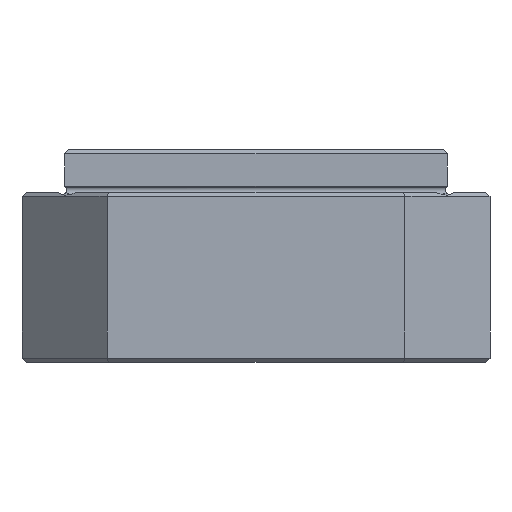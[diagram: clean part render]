
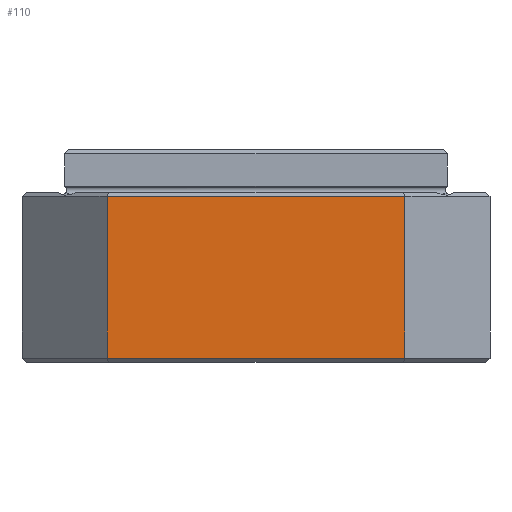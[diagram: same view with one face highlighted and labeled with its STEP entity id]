
A CAD part, front view. The second image highlights one B-rep face of the part: STEP entity #110.
In plain terms, the highlighted planar face has unit normal (0, -1, 0).
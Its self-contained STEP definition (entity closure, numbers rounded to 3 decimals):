
#110 = ADVANCED_FACE( '', ( #234 ), #235, .T. );
#234 = FACE_OUTER_BOUND( '', #414, .T. );
#235 = PLANE( '', #415 );
#414 = EDGE_LOOP( '', ( #772, #773, #774, #775 ) );
#415 = AXIS2_PLACEMENT_3D( '', #776, #777, #778 );
#772 = ORIENTED_EDGE( '', *, *, #1181, .T. );
#773 = ORIENTED_EDGE( '', *, *, #1183, .T. );
#774 = ORIENTED_EDGE( '', *, *, #1184, .F. );
#775 = ORIENTED_EDGE( '', *, *, #1102, .T. );
#776 = CARTESIAN_POINT( '', ( 35., -30., 40. ) );
#777 = DIRECTION( '', ( 0., -1., 0. ) );
#778 = DIRECTION( '', ( 0., 0., -1. ) );
#1102 = EDGE_CURVE( '', #1290, #1288, #1291, .T. );
#1181 = EDGE_CURVE( '', #1288, #1417, #1419, .T. );
#1183 = EDGE_CURVE( '', #1417, #1421, #1422, .T. );
#1184 = EDGE_CURVE( '', #1290, #1421, #1423, .T. );
#1288 = VERTEX_POINT( '', #1564 );
#1290 = VERTEX_POINT( '', #1567 );
#1291 = LINE( '', #1568, #1569 );
#1417 = VERTEX_POINT( '', #1765 );
#1419 = LINE( '', #1768, #1769 );
#1421 = VERTEX_POINT( '', #1772 );
#1422 = LINE( '', #1773, #1774 );
#1423 = LINE( '', #1775, #1776 );
#1564 = CARTESIAN_POINT( '', ( -35., -30., 39. ) );
#1567 = CARTESIAN_POINT( '', ( 35., -30., 39. ) );
#1568 = CARTESIAN_POINT( '', ( -35., -30., 39. ) );
#1569 = VECTOR( '', #1927, 1000. );
#1765 = CARTESIAN_POINT( '', ( -35., -30., 1. ) );
#1768 = CARTESIAN_POINT( '', ( -35., -30., 40. ) );
#1769 = VECTOR( '', #2020, 1000. );
#1772 = CARTESIAN_POINT( '', ( 35., -30., 1. ) );
#1773 = CARTESIAN_POINT( '', ( 35., -30., 1. ) );
#1774 = VECTOR( '', #2022, 1000. );
#1775 = CARTESIAN_POINT( '', ( 35., -30., 40. ) );
#1776 = VECTOR( '', #2023, 1000. );
#1927 = DIRECTION( '', ( -1., 0., 0. ) );
#2020 = DIRECTION( '', ( 0., 0., -1. ) );
#2022 = DIRECTION( '', ( 1., 0., 0. ) );
#2023 = DIRECTION( '', ( 0., 0., -1. ) );
